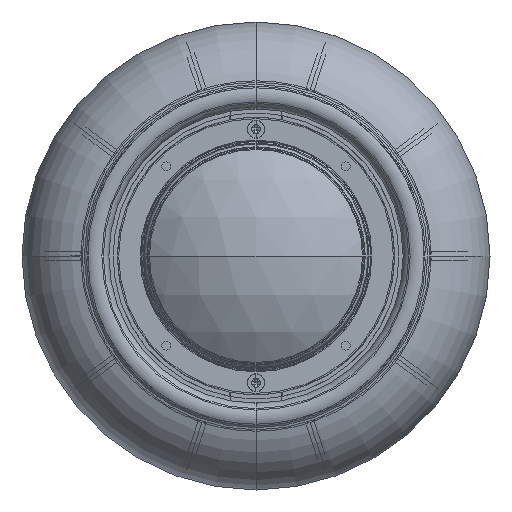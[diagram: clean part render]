
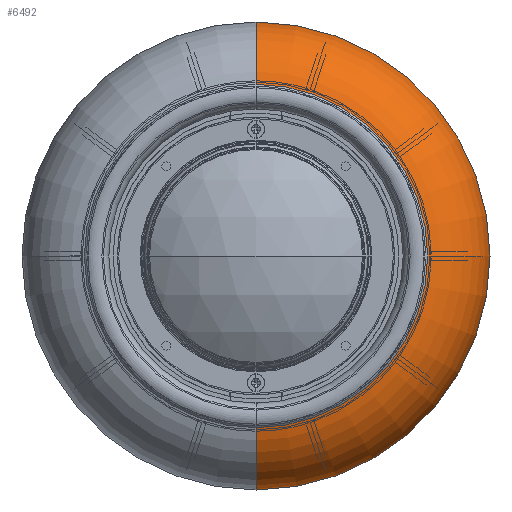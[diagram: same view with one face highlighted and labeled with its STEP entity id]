
A CAD part, front view. The second image highlights one B-rep face of the part: STEP entity #6492.
In plain terms, the highlighted toroidal (fillet/blend) face has major radius 55 mm and minor radius 28.5 mm.
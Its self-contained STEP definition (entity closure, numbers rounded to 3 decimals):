
#759 = AXIS2_PLACEMENT_3D ( 'NONE', #12001, #22665, #33285 ) ;
#1062 = CARTESIAN_POINT ( 'NONE',  ( 0., 24.495, 0. ) ) ;
#1151 = EDGE_CURVE ( 'NONE', #10886, #32923, #15765, .T. ) ;
#4551 = CARTESIAN_POINT ( 'NONE',  ( 0., 24.495, 55. ) ) ;
#5723 = VERTEX_POINT ( 'NONE', #30399 ) ;
#6492 = ADVANCED_FACE ( 'NONE', ( #10848 ), #31032, .T. ) ;
#7861 = AXIS2_PLACEMENT_3D ( 'NONE', #4551, #25661, #22881 ) ;
#8098 = ORIENTED_EDGE ( 'NONE', *, *, #1151, .F. ) ;
#8884 = EDGE_CURVE ( 'NONE', #5723, #34434, #9355, .T. ) ;
#9355 = CIRCLE ( 'NONE', #19394, 83.5 ) ;
#10848 = FACE_OUTER_BOUND ( 'NONE', #22819, .T. ) ;
#10886 = VERTEX_POINT ( 'NONE', #14086 ) ;
#11385 = DIRECTION ( 'NONE',  ( 0., -1., 0. ) ) ;
#12001 = CARTESIAN_POINT ( 'NONE',  ( 0., -3.312, 0. ) ) ;
#13145 = ORIENTED_EDGE ( 'NONE', *, *, #8884, .T. ) ;
#13450 = CARTESIAN_POINT ( 'NONE',  ( 0., -3.312, 61.245 ) ) ;
#14086 = CARTESIAN_POINT ( 'NONE',  ( 0., -3.312, -61.245 ) ) ;
#15765 = CIRCLE ( 'NONE', #759, 61.245 ) ;
#15888 = CARTESIAN_POINT ( 'NONE',  ( 0., 24.495, 0. ) ) ;
#15958 = AXIS2_PLACEMENT_3D ( 'NONE', #15888, #11385, #19245 ) ;
#16562 = DIRECTION ( 'NONE',  ( 0., 0., 1. ) ) ;
#18894 = AXIS2_PLACEMENT_3D ( 'NONE', #19552, #27233, #16562 ) ;
#19245 = DIRECTION ( 'NONE',  ( 0., 0., -1. ) ) ;
#19394 = AXIS2_PLACEMENT_3D ( 'NONE', #1062, #32998, #30366 ) ;
#19552 = CARTESIAN_POINT ( 'NONE',  ( 0., 24.495, -55. ) ) ;
#22665 = DIRECTION ( 'NONE',  ( 0., -1., 0. ) ) ;
#22819 = EDGE_LOOP ( 'NONE', ( #13145, #27864, #8098, #33687 ) ) ;
#22881 = DIRECTION ( 'NONE',  ( 0., 0., -1. ) ) ;
#24429 = CARTESIAN_POINT ( 'NONE',  ( 0., 24.495, 83.5 ) ) ;
#24489 = CIRCLE ( 'NONE', #18894, 28.5 ) ;
#25661 = DIRECTION ( 'NONE',  ( 1., 0., 0. ) ) ;
#27233 = DIRECTION ( 'NONE',  ( -1., 0., 0. ) ) ;
#27375 = EDGE_CURVE ( 'NONE', #5723, #10886, #24489, .T. ) ;
#27864 = ORIENTED_EDGE ( 'NONE', *, *, #29594, .T. ) ;
#29594 = EDGE_CURVE ( 'NONE', #34434, #32923, #31835, .T. ) ;
#30366 = DIRECTION ( 'NONE',  ( 0., 0., -1. ) ) ;
#30399 = CARTESIAN_POINT ( 'NONE',  ( 0., 24.495, -83.5 ) ) ;
#31032 = TOROIDAL_SURFACE ( 'NONE', #15958, 55., 28.5 ) ;
#31835 = CIRCLE ( 'NONE', #7861, 28.5 ) ;
#32923 = VERTEX_POINT ( 'NONE', #13450 ) ;
#32998 = DIRECTION ( 'NONE',  ( 0., -1., 0. ) ) ;
#33285 = DIRECTION ( 'NONE',  ( 0., 0., -1. ) ) ;
#33687 = ORIENTED_EDGE ( 'NONE', *, *, #27375, .F. ) ;
#34434 = VERTEX_POINT ( 'NONE', #24429 ) ;
